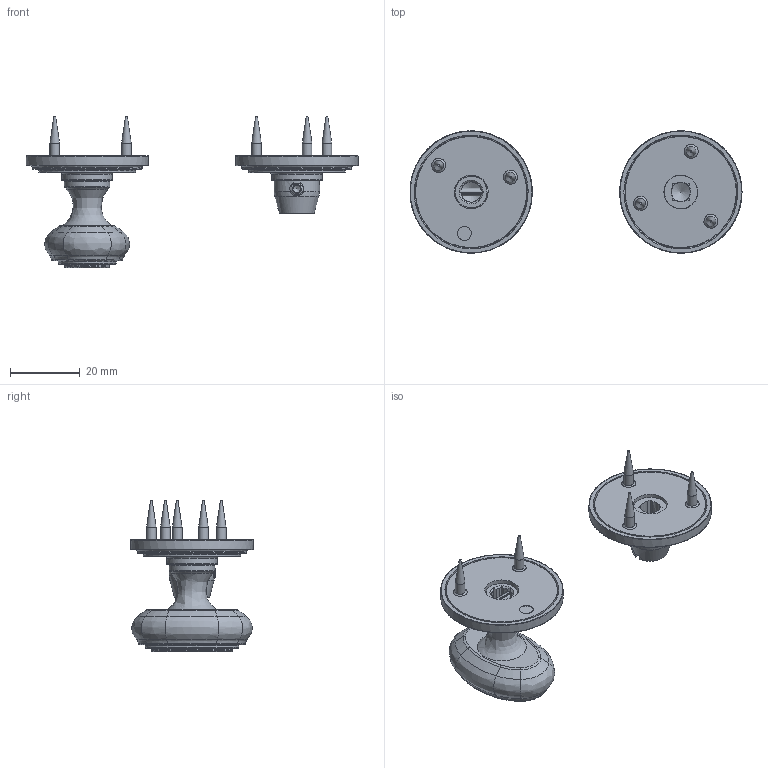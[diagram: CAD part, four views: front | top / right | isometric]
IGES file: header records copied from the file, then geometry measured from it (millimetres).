
Global section: file name: PK8162TCR; native system: Autodesk Inventor 2024; preprocessor: unknown; author: rclarke; date: 20250319.131218; units: millimetre
Bounding box: 95 x 35 x 43.26 mm (x, y, z)
Volume: 15109.1 mm3; surface area: 13947.5 mm2
Topology: 15 solids, 15 shells, 370 faces, 976 edges, 657 vertices
Faces by surface type: bspline 370
